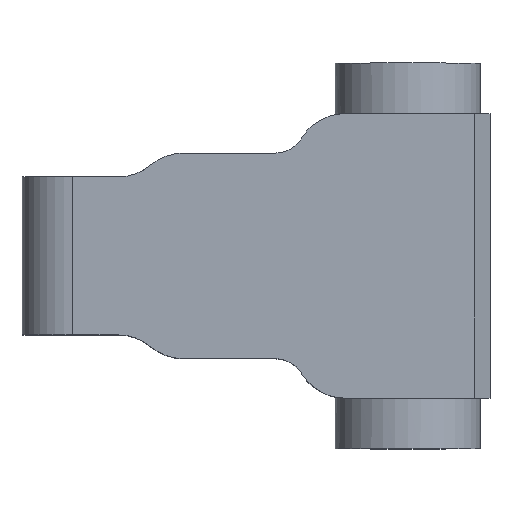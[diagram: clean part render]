
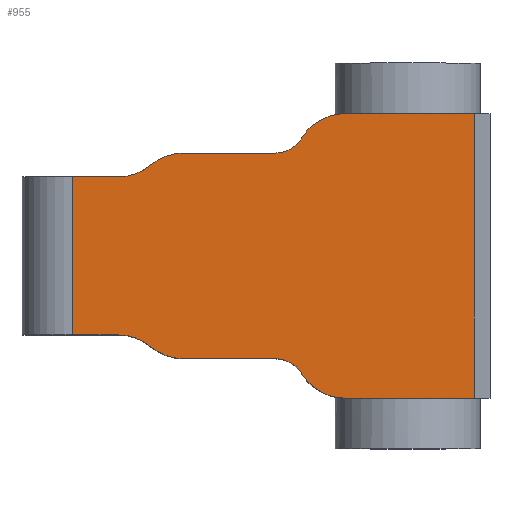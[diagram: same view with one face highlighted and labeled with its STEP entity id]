
A CAD part, top view. The second image highlights one B-rep face of the part: STEP entity #955.
In plain terms, the highlighted planar face has unit normal (0, 0, 1).
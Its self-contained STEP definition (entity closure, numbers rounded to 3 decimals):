
#71=PLANE('',#1040);
#109=FACE_OUTER_BOUND('',#161,.T.);
#161=EDGE_LOOP('',(#748,#749,#750,#751,#752,#753,#754,#755,#756,#757,#758,
#759,#760,#761,#762,#763));
#236=LINE('',#1565,#325);
#237=LINE('',#1571,#326);
#238=LINE('',#1573,#327);
#239=LINE('',#1575,#328);
#240=LINE('',#1581,#329);
#241=LINE('',#1587,#330);
#242=LINE('',#1589,#331);
#243=LINE('',#1590,#332);
#325=VECTOR('',#1227,10.);
#326=VECTOR('',#1232,10.);
#327=VECTOR('',#1233,10.);
#328=VECTOR('',#1234,10.);
#329=VECTOR('',#1239,10.);
#330=VECTOR('',#1244,10.);
#331=VECTOR('',#1245,10.);
#332=VECTOR('',#1246,10.);
#378=CIRCLE('',#1035,32.);
#380=CIRCLE('',#1038,32.);
#382=CIRCLE('',#1041,20.);
#383=CIRCLE('',#1042,32.);
#384=CIRCLE('',#1043,32.);
#385=CIRCLE('',#1044,20.);
#386=CIRCLE('',#1045,32.);
#387=CIRCLE('',#1046,32.);
#444=VERTEX_POINT('',#1517);
#445=VERTEX_POINT('',#1518);
#448=VERTEX_POINT('',#1526);
#453=VERTEX_POINT('',#1564);
#454=VERTEX_POINT('',#1566);
#455=VERTEX_POINT('',#1568);
#456=VERTEX_POINT('',#1570);
#457=VERTEX_POINT('',#1572);
#458=VERTEX_POINT('',#1574);
#459=VERTEX_POINT('',#1576);
#460=VERTEX_POINT('',#1578);
#461=VERTEX_POINT('',#1580);
#462=VERTEX_POINT('',#1582);
#463=VERTEX_POINT('',#1584);
#464=VERTEX_POINT('',#1586);
#465=VERTEX_POINT('',#1588);
#552=EDGE_CURVE('',#444,#445,#378,.T.);
#556=EDGE_CURVE('',#448,#445,#380,.F.);
#562=EDGE_CURVE('',#444,#453,#236,.T.);
#563=EDGE_CURVE('',#454,#453,#382,.T.);
#564=EDGE_CURVE('',#455,#454,#383,.T.);
#565=EDGE_CURVE('',#455,#456,#237,.T.);
#566=EDGE_CURVE('',#456,#457,#238,.T.);
#567=EDGE_CURVE('',#457,#458,#239,.T.);
#568=EDGE_CURVE('',#459,#458,#384,.T.);
#569=EDGE_CURVE('',#460,#459,#385,.T.);
#570=EDGE_CURVE('',#460,#461,#240,.T.);
#571=EDGE_CURVE('',#462,#461,#386,.T.);
#572=EDGE_CURVE('',#463,#462,#387,.T.);
#573=EDGE_CURVE('',#463,#464,#241,.T.);
#574=EDGE_CURVE('',#465,#464,#242,.T.);
#575=EDGE_CURVE('',#448,#465,#243,.T.);
#748=ORIENTED_EDGE('',*,*,#552,.F.);
#749=ORIENTED_EDGE('',*,*,#562,.T.);
#750=ORIENTED_EDGE('',*,*,#563,.F.);
#751=ORIENTED_EDGE('',*,*,#564,.F.);
#752=ORIENTED_EDGE('',*,*,#565,.T.);
#753=ORIENTED_EDGE('',*,*,#566,.T.);
#754=ORIENTED_EDGE('',*,*,#567,.T.);
#755=ORIENTED_EDGE('',*,*,#568,.F.);
#756=ORIENTED_EDGE('',*,*,#569,.F.);
#757=ORIENTED_EDGE('',*,*,#570,.T.);
#758=ORIENTED_EDGE('',*,*,#571,.F.);
#759=ORIENTED_EDGE('',*,*,#572,.F.);
#760=ORIENTED_EDGE('',*,*,#573,.T.);
#761=ORIENTED_EDGE('',*,*,#574,.F.);
#762=ORIENTED_EDGE('',*,*,#575,.F.);
#763=ORIENTED_EDGE('',*,*,#556,.T.);
#955=ADVANCED_FACE('',(#109),#71,.T.);
#1035=AXIS2_PLACEMENT_3D('',#1519,#1211,#1212);
#1038=AXIS2_PLACEMENT_3D('',#1527,#1219,#1220);
#1040=AXIS2_PLACEMENT_3D('',#1563,#1225,#1226);
#1041=AXIS2_PLACEMENT_3D('',#1567,#1228,#1229);
#1042=AXIS2_PLACEMENT_3D('',#1569,#1230,#1231);
#1043=AXIS2_PLACEMENT_3D('',#1577,#1235,#1236);
#1044=AXIS2_PLACEMENT_3D('',#1579,#1237,#1238);
#1045=AXIS2_PLACEMENT_3D('',#1583,#1240,#1241);
#1046=AXIS2_PLACEMENT_3D('',#1585,#1242,#1243);
#1211=DIRECTION('center_axis',(0.,0.,-1.));
#1212=DIRECTION('ref_axis',(-0.342,-0.94,0.));
#1219=DIRECTION('center_axis',(0.,0.,1.));
#1220=DIRECTION('ref_axis',(0.847,0.531,0.));
#1225=DIRECTION('center_axis',(0.,0.,1.));
#1226=DIRECTION('ref_axis',(1.,0.,0.));
#1227=DIRECTION('',(1.,0.,0.));
#1228=DIRECTION('center_axis',(0.,0.,1.));
#1229=DIRECTION('ref_axis',(0.561,0.828,0.));
#1230=DIRECTION('center_axis',(0.,0.,-1.));
#1231=DIRECTION('ref_axis',(0.,1.,0.));
#1232=DIRECTION('',(1.,0.,0.));
#1233=DIRECTION('',(0.,1.,0.));
#1234=DIRECTION('',(-1.,0.,0.));
#1235=DIRECTION('center_axis',(0.,0.,-1.));
#1236=DIRECTION('ref_axis',(0.,-1.,0.));
#1237=DIRECTION('center_axis',(0.,0.,1.));
#1238=DIRECTION('ref_axis',(0.561,-0.828,0.));
#1239=DIRECTION('',(-1.,0.,0.));
#1240=DIRECTION('center_axis',(0.,0.,-1.));
#1241=DIRECTION('ref_axis',(-0.342,0.94,0.));
#1242=DIRECTION('center_axis',(0.,0.,1.));
#1243=DIRECTION('ref_axis',(0.847,-0.531,0.));
#1244=DIRECTION('',(-1.,0.,0.));
#1245=DIRECTION('',(0.,1.,0.));
#1246=DIRECTION('',(-1.,0.,0.));
#1517=CARTESIAN_POINT('',(-93.941,-65.,47.));
#1518=CARTESIAN_POINT('',(-114.526,-57.5,47.));
#1519=CARTESIAN_POINT('Origin',(-93.941,-33.,47.));
#1526=CARTESIAN_POINT('',(-135.111,-50.,47.));
#1527=CARTESIAN_POINT('Origin',(-135.111,-82.,47.));
#1563=CARTESIAN_POINT('Origin',(-4.,0.,47.));
#1564=CARTESIAN_POINT('',(-36.118,-65.,47.));
#1565=CARTESIAN_POINT('',(-108.,-65.,47.));
#1566=CARTESIAN_POINT('',(-19.026,-74.615,47.));
#1567=CARTESIAN_POINT('Origin',(-36.118,-85.,47.));
#1568=CARTESIAN_POINT('',(8.323,-90.,47.));
#1569=CARTESIAN_POINT('Origin',(8.323,-58.,47.));
#1570=CARTESIAN_POINT('',(90.,-90.,47.));
#1571=CARTESIAN_POINT('',(-12.578,-90.,47.));
#1572=CARTESIAN_POINT('',(90.,90.,47.));
#1573=CARTESIAN_POINT('',(90.,0.,47.));
#1574=CARTESIAN_POINT('',(8.323,90.,47.));
#1575=CARTESIAN_POINT('',(100.,90.,47.));
#1576=CARTESIAN_POINT('',(-19.026,74.615,47.));
#1577=CARTESIAN_POINT('Origin',(8.323,58.,47.));
#1578=CARTESIAN_POINT('',(-36.118,65.,47.));
#1579=CARTESIAN_POINT('Origin',(-36.118,85.,47.));
#1580=CARTESIAN_POINT('',(-93.941,65.,47.));
#1581=CARTESIAN_POINT('',(-22.578,65.,47.));
#1582=CARTESIAN_POINT('',(-114.526,57.5,47.));
#1583=CARTESIAN_POINT('Origin',(-93.941,33.,47.));
#1584=CARTESIAN_POINT('',(-135.111,50.,47.));
#1585=CARTESIAN_POINT('Origin',(-135.111,82.,47.));
#1586=CARTESIAN_POINT('',(-164.,50.,47.));
#1587=CARTESIAN_POINT('',(-108.,50.,47.));
#1588=CARTESIAN_POINT('',(-164.,-50.,47.));
#1589=CARTESIAN_POINT('',(-164.,0.,47.));
#1590=CARTESIAN_POINT('',(-108.,-50.,47.));
